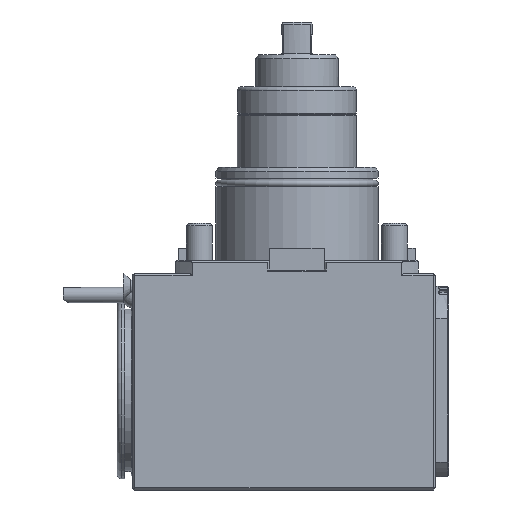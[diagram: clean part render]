
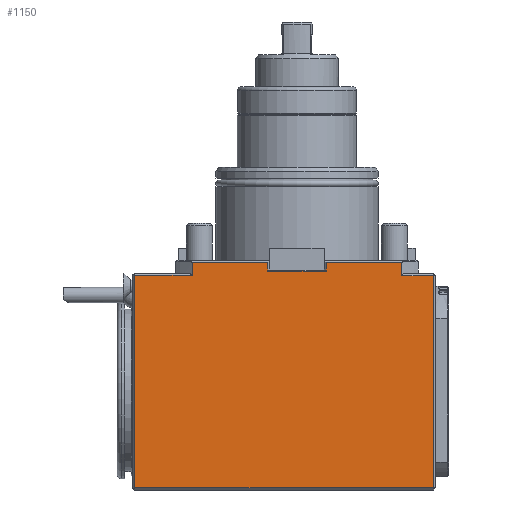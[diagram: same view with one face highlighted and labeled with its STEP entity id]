
A CAD part, front view. The second image highlights one B-rep face of the part: STEP entity #1150.
In plain terms, the highlighted planar face has unit normal (0, -1, 0).
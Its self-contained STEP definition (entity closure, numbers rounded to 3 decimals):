
#232=LINE('',#6111,#542);
#236=LINE('',#6119,#546);
#241=LINE('',#6136,#551);
#246=LINE('',#6153,#556);
#247=LINE('',#6159,#557);
#250=LINE('',#6169,#560);
#251=LINE('',#6171,#561);
#253=LINE('',#6175,#563);
#256=LINE('',#6181,#566);
#258=LINE('',#6186,#568);
#259=LINE('',#6188,#569);
#260=LINE('',#6192,#570);
#542=VECTOR('',#4721,1.);
#546=VECTOR('',#4731,1.);
#551=VECTOR('',#4748,1.);
#556=VECTOR('',#4767,1.);
#557=VECTOR('',#4774,1.);
#560=VECTOR('',#4779,1.);
#561=VECTOR('',#4782,1.);
#563=VECTOR('',#4786,1.);
#566=VECTOR('',#4791,1.);
#568=VECTOR('',#4797,1.);
#569=VECTOR('',#4800,1.);
#570=VECTOR('',#4805,1.);
#1150=ADVANCED_FACE('',(#1476),#1309,.T.);
#1309=PLANE('',#4202);
#1476=FACE_OUTER_BOUND('',#1740,.T.);
#1740=EDGE_LOOP('',(#2631,#2632,#2633,#2634,#2635,#2636,#2637,#2638,#2639,
#2640,#2641,#2642));
#2631=ORIENTED_EDGE('',*,*,#3475,.T.);
#2632=ORIENTED_EDGE('',*,*,#3473,.F.);
#2633=ORIENTED_EDGE('',*,*,#3472,.T.);
#2634=ORIENTED_EDGE('',*,*,#3469,.T.);
#2635=ORIENTED_EDGE('',*,*,#3466,.T.);
#2636=ORIENTED_EDGE('',*,*,#3464,.T.);
#2637=ORIENTED_EDGE('',*,*,#3463,.T.);
#2638=ORIENTED_EDGE('',*,*,#3459,.F.);
#2639=ORIENTED_EDGE('',*,*,#3456,.T.);
#2640=ORIENTED_EDGE('',*,*,#3447,.F.);
#2641=ORIENTED_EDGE('',*,*,#3438,.T.);
#2642=ORIENTED_EDGE('',*,*,#3434,.T.);
#2906=VERTEX_POINT('',#5761);
#2909=VERTEX_POINT('',#5768);
#3023=VERTEX_POINT('',#6120);
#3029=VERTEX_POINT('',#6137);
#3033=VERTEX_POINT('',#6152);
#3034=VERTEX_POINT('',#6156);
#3036=VERTEX_POINT('',#6162);
#3038=VERTEX_POINT('',#6172);
#3039=VERTEX_POINT('',#6176);
#3040=VERTEX_POINT('',#6180);
#3041=VERTEX_POINT('',#6184);
#3042=VERTEX_POINT('',#6189);
#3434=EDGE_CURVE('',#2906,#2909,#232,.T.);
#3438=EDGE_CURVE('',#3023,#2906,#236,.T.);
#3447=EDGE_CURVE('',#3023,#3029,#241,.T.);
#3456=EDGE_CURVE('',#3033,#3029,#246,.T.);
#3459=EDGE_CURVE('',#3033,#3034,#247,.T.);
#3463=EDGE_CURVE('',#3036,#3034,#250,.T.);
#3464=EDGE_CURVE('',#3038,#3036,#251,.T.);
#3466=EDGE_CURVE('',#3039,#3038,#253,.T.);
#3469=EDGE_CURVE('',#3040,#3039,#256,.T.);
#3472=EDGE_CURVE('',#3041,#3040,#258,.T.);
#3473=EDGE_CURVE('',#3041,#3042,#259,.T.);
#3475=EDGE_CURVE('',#2909,#3042,#260,.T.);
#4202=AXIS2_PLACEMENT_3D('',#6867,#5200,#5201);
#4721=DIRECTION('',(0.,0.,1.));
#4731=DIRECTION('',(1.,0.,0.));
#4748=DIRECTION('',(0.,0.,1.));
#4767=DIRECTION('',(-1.,0.,0.));
#4774=DIRECTION('',(0.,0.,1.));
#4779=DIRECTION('',(-1.,0.,0.));
#4782=DIRECTION('',(0.,0.,1.));
#4786=DIRECTION('',(-1.,0.,0.));
#4791=DIRECTION('',(0.,0.,-1.));
#4797=DIRECTION('',(-1.,0.,0.));
#4800=DIRECTION('',(0.,0.,-1.));
#4805=DIRECTION('',(-1.,0.,0.));
#5200=DIRECTION('',(0.,-1.,0.));
#5201=DIRECTION('',(-1.,0.,0.));
#5761=CARTESIAN_POINT('',(63.,-56.,-105.));
#5768=CARTESIAN_POINT('',(63.,-56.,-7.));
#6111=CARTESIAN_POINT('',(63.,-56.,72.));
#6119=CARTESIAN_POINT('',(64.,-56.,-105.));
#6120=CARTESIAN_POINT('',(-74.875,-56.,-105.));
#6136=CARTESIAN_POINT('',(-74.875,-56.,-316.017));
#6137=CARTESIAN_POINT('',(-74.875,-56.,-7.));
#6152=CARTESIAN_POINT('',(-48.374,-56.,-7.));
#6153=CARTESIAN_POINT('',(56.,-56.,-7.));
#6156=CARTESIAN_POINT('',(-48.374,-56.,-1.));
#6159=CARTESIAN_POINT('',(-48.374,-56.,67.));
#6162=CARTESIAN_POINT('',(-13.5,-56.,-1.));
#6169=CARTESIAN_POINT('',(56.,-56.,-1.));
#6171=CARTESIAN_POINT('',(-13.5,-56.,72.));
#6172=CARTESIAN_POINT('',(-13.5,-56.,-5.));
#6175=CARTESIAN_POINT('',(-13.5,-56.,-5.));
#6176=CARTESIAN_POINT('',(13.5,-56.,-5.));
#6180=CARTESIAN_POINT('',(13.5,-56.,-1.));
#6181=CARTESIAN_POINT('',(13.5,-56.,72.));
#6184=CARTESIAN_POINT('',(48.374,-56.,-1.));
#6186=CARTESIAN_POINT('',(56.,-56.,-1.));
#6188=CARTESIAN_POINT('',(48.374,-56.,67.));
#6189=CARTESIAN_POINT('',(48.374,-56.,-7.));
#6192=CARTESIAN_POINT('',(56.,-56.,-7.));
#6867=CARTESIAN_POINT('',(32.5,-56.,-8.767));
